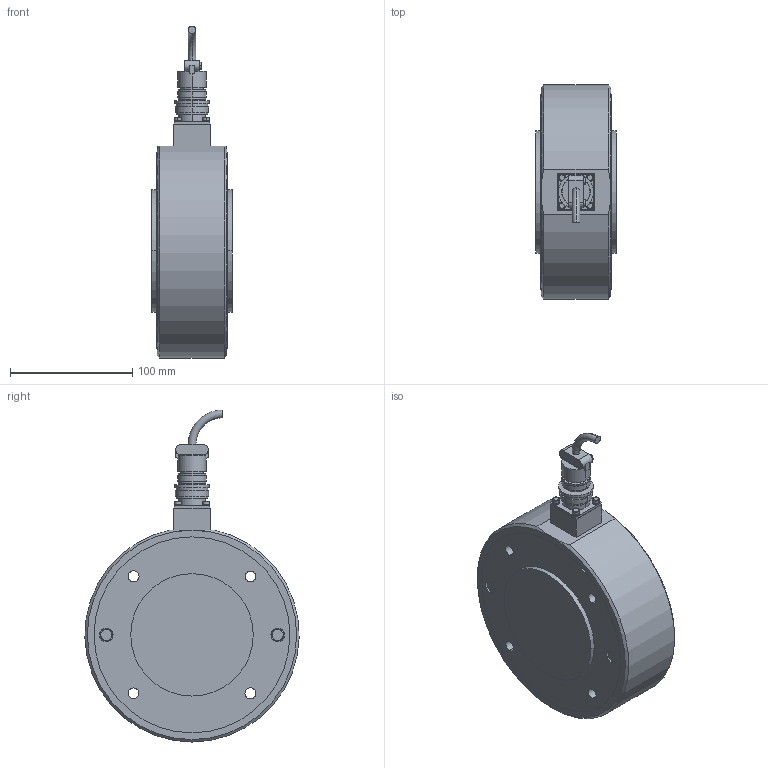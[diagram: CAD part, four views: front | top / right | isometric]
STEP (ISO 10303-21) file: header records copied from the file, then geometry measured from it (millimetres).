
FILE_DESCRIPTION((''),'2;1');
FILE_NAME('L50324_stp.stp','2019-10-07T12:19:50',(''),(''),'Mechanical Desktop 2009','Mechanical Desktop 2009',', , ');
FILE_SCHEMA(('CONFIG_CONTROL_DESIGN'));
Length unit declared in the file: millimetre
Products named in the file (30): L50324_STP; L4974404; TEIL1; L49745; TEIL1AAA; L49015; ~TEIL1; L47663; TEIL1AAAAA; L47664; TEIL1AA; L4340401; TEIL1AAAA; I-6KT_SCHRAUBE_M6X50; I-6KT_SCHRAUBE_M6X50A; SICHERUNGSRING_J72; SICHERUNGSRING_J72A; V_RING_V40AA; V_RING_V40A; PENDELKUGELLAGER_1306TVA; PENDELKUGELLAGER_1306TV; FLANSCHDOSE_14S-2P_4-POLIGA; FLANSCHDOSE_14S-2P_4-POLIG; L49026; TEIL1A; FEDERRING_M3A; FEDERRING_M3; I-6KT_SCHRAUBE_M3X25A; I-6KT_SCHRAUBE_M3X25; RM_SDB
Assembly tree (39 placements, depth 3):
  L50324_STP
    L4974404
      TEIL1
    L49745
      TEIL1AAA
    L49015
      ~TEIL1
    L47663
      TEIL1AAAAA
    L47664
      TEIL1AA
    L4340401  x2
      TEIL1AAAA
    I-6KT_SCHRAUBE_M6X50  x2
      I-6KT_SCHRAUBE_M6X50A
    SICHERUNGSRING_J72
      SICHERUNGSRING_J72A
    V_RING_V40AA
      V_RING_V40A
    PENDELKUGELLAGER_1306TVA
      PENDELKUGELLAGER_1306TV
    FLANSCHDOSE_14S-2P_4-POLIGA
      FLANSCHDOSE_14S-2P_4-POLIG
    L49026
      TEIL1A
    FEDERRING_M3A  x4
      FEDERRING_M3
    I-6KT_SCHRAUBE_M3X25A  x4
      I-6KT_SCHRAUBE_M3X25
    RM_SDB  x3
Bounding box: 65.9 x 174.96 x 271.15 mm (x, y, z)
Volume: 1285708.7 mm3; surface area: 271541.2 mm2
Topology: 22 solids, 22 shells, 409 faces, 950 edges, 619 vertices
Faces by surface type: cylinder 241, plane 106, cone 38, torus 22, bspline 2
Entity records: 10497 total; most frequent: DIRECTION 1956, CARTESIAN_POINT 1858, ORIENTED_EDGE 1516, AXIS2_PLACEMENT_3D 839, EDGE_CURVE 758, VERTEX_POINT 499, CIRCLE 474, EDGE_LOOP 453
